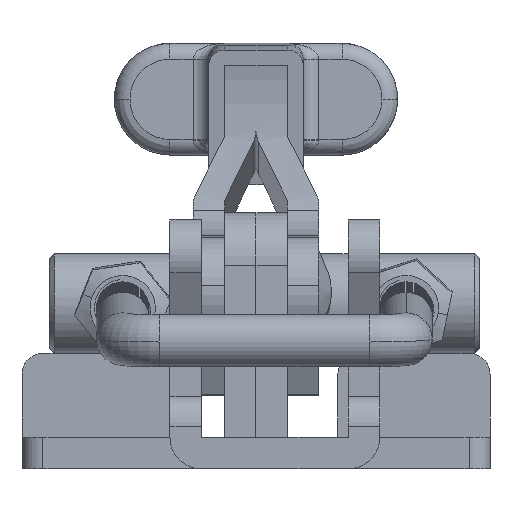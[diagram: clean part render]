
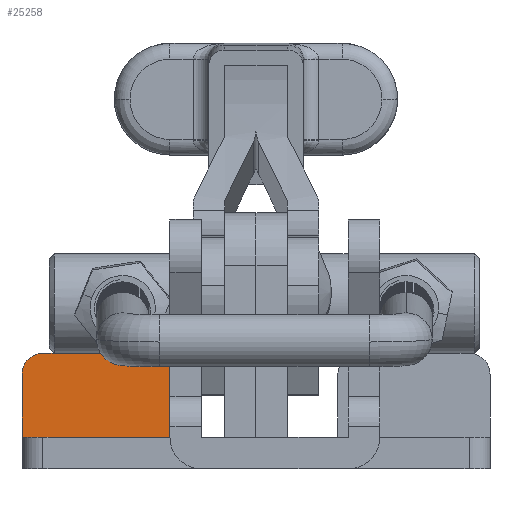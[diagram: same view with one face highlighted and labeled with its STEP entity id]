
A CAD part, left-side view. The second image highlights one B-rep face of the part: STEP entity #25258.
In plain terms, the highlighted planar face has unit normal (-1, 0, 0).
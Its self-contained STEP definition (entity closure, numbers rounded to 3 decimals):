
#15784 = DIRECTION ( 'NONE',  ( 0., 1., 0. ) ) ;
#15785 = CARTESIAN_POINT ( 'NONE',  ( 36.7, 44.6, 3. ) ) ;
#15807 = CARTESIAN_POINT ( 'NONE',  ( 36.7, 44.6, 3. ) ) ;
#15808 = VECTOR ( 'NONE', #15784, 1000. ) ;
#15809 = LINE ( 'NONE', #15785, #15808 ) ;
#18801 = CARTESIAN_POINT ( 'NONE',  ( 36.7, 30.1, 3. ) ) ;
#24518 = EDGE_CURVE ( 'NONE', #24521, #30072, #50415, .T. ) ;
#24521 = VERTEX_POINT ( 'NONE', #50407 ) ;
#25204 = ORIENTED_EDGE ( 'NONE', *, *, #24518, .F. ) ;
#25258 = ADVANCED_FACE ( 'NONE', ( #52386 ), #52397, .F. ) ;
#25261 = EDGE_LOOP ( 'NONE', ( #25319, #25634, #25309, #25335, #25204, #25624 ) ) ;
#25278 = EDGE_CURVE ( 'NONE', #25452, #25632, #52377, .T. ) ;
#25309 = ORIENTED_EDGE ( 'NONE', *, *, #25450, .T. ) ;
#25319 = ORIENTED_EDGE ( 'NONE', *, *, #25321, .T. ) ;
#25321 = EDGE_CURVE ( 'NONE', #25622, #25632, #52458, .T. ) ;
#25335 = ORIENTED_EDGE ( 'NONE', *, *, #29854, .F. ) ;
#25450 = EDGE_CURVE ( 'NONE', #25452, #29857, #52729, .T. ) ;
#25452 = VERTEX_POINT ( 'NONE', #52724 ) ;
#25622 = VERTEX_POINT ( 'NONE', #52910 ) ;
#25624 = ORIENTED_EDGE ( 'NONE', *, *, #25626, .F. ) ;
#25626 = EDGE_CURVE ( 'NONE', #25622, #24521, #52924, .T. ) ;
#25632 = VERTEX_POINT ( 'NONE', #53053 ) ;
#25634 = ORIENTED_EDGE ( 'NONE', *, *, #25278, .F. ) ;
#29854 = EDGE_CURVE ( 'NONE', #30072, #29857, #15809, .T. ) ;
#29857 = VERTEX_POINT ( 'NONE', #15807 ) ;
#30072 = VERTEX_POINT ( 'NONE', #18801 ) ;
#50407 = CARTESIAN_POINT ( 'NONE',  ( 36.7, 30.1, 9. ) ) ;
#50410 = DIRECTION ( 'NONE',  ( 0., 0., -1. ) ) ;
#50412 = VECTOR ( 'NONE', #50410, 1000. ) ;
#50414 = CARTESIAN_POINT ( 'NONE',  ( 36.7, 30.1, 11. ) ) ;
#50415 = LINE ( 'NONE', #50414, #50412 ) ;
#52370 = DIRECTION ( 'NONE',  ( 0., 0., -1. ) ) ;
#52372 = DIRECTION ( 'NONE',  ( 1., 0., 0. ) ) ;
#52374 = CARTESIAN_POINT ( 'NONE',  ( 36.7, 42.6, 9. ) ) ;
#52376 = AXIS2_PLACEMENT_3D ( 'NONE', #52374, #52372, #52370 ) ;
#52377 = CIRCLE ( 'NONE', #52376, 2. ) ;
#52378 = DIRECTION ( 'NONE',  ( 0., 0., -1. ) ) ;
#52379 = DIRECTION ( 'NONE',  ( 1., 0., 0. ) ) ;
#52381 = CARTESIAN_POINT ( 'NONE',  ( 36.7, 44.6, 11. ) ) ;
#52383 = AXIS2_PLACEMENT_3D ( 'NONE', #52381, #52379, #52378 ) ;
#52386 = FACE_OUTER_BOUND ( 'NONE', #25261, .T. ) ;
#52397 = PLANE ( 'NONE',  #52383 ) ;
#52448 = DIRECTION ( 'NONE',  ( 0., 1., 0. ) ) ;
#52449 = VECTOR ( 'NONE', #52448, 1000. ) ;
#52450 = CARTESIAN_POINT ( 'NONE',  ( 36.7, 44.6, 11. ) ) ;
#52458 = LINE ( 'NONE', #52450, #52449 ) ;
#52724 = CARTESIAN_POINT ( 'NONE',  ( 36.7, 44.6, 9. ) ) ;
#52726 = DIRECTION ( 'NONE',  ( 0., 0., -1. ) ) ;
#52727 = VECTOR ( 'NONE', #52726, 1000. ) ;
#52728 = CARTESIAN_POINT ( 'NONE',  ( 36.7, 44.6, 11. ) ) ;
#52729 = LINE ( 'NONE', #52728, #52727 ) ;
#52907 = AXIS2_PLACEMENT_3D ( 'NONE', #53057, #53056, #53055 ) ;
#52910 = CARTESIAN_POINT ( 'NONE',  ( 36.7, 32.1, 11. ) ) ;
#52924 = CIRCLE ( 'NONE', #52907, 2. ) ;
#53053 = CARTESIAN_POINT ( 'NONE',  ( 36.7, 42.6, 11. ) ) ;
#53055 = DIRECTION ( 'NONE',  ( 0., 0., -1. ) ) ;
#53056 = DIRECTION ( 'NONE',  ( 1., 0., 0. ) ) ;
#53057 = CARTESIAN_POINT ( 'NONE',  ( 36.7, 32.1, 9. ) ) ;
